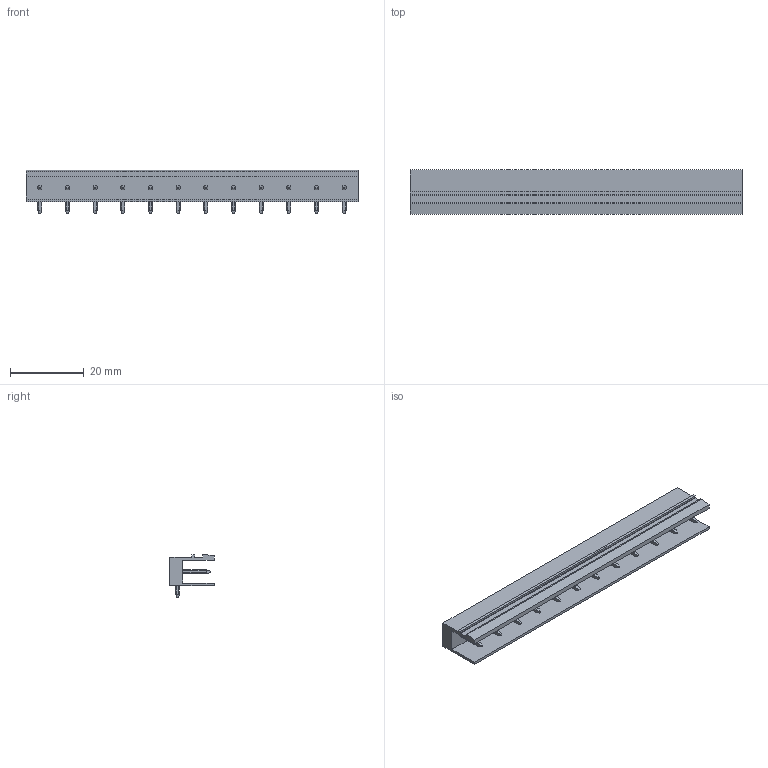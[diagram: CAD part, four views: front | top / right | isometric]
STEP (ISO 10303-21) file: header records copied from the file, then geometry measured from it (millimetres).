
FILE_DESCRIPTION(('CATIA V5 STEP Exchange','CAx-IF Rec.Pracs.--- Model Styling and Organization---1.2---2011-12-15'),'2;1');
FILE_NAME ('D1453809_0_1628460000_1628460000.stp','2018-10-25T11:25:33+00:00',('none'),('Weidmueller'),'CATIA Version 5-6 Release 2014','CATIA V5 STEP AP214','none');
FILE_SCHEMA(('AUTOMOTIVE_DESIGN { 1 0 10303 214 1 1 1 1 }'));
Length unit declared in the file: millimetre
Products named in the file (1): 1628460000
Bounding box: 90 x 12 x 11.7 mm (x, y, z)
Volume: 3971.8 mm3; surface area: 6270.4 mm2
Topology: 13 solids, 13 shells, 475 faces, 1251 edges, 802 vertices
Faces by surface type: plane 281, cylinder 194
Entity records: 13219 total; most frequent: CARTESIAN_POINT 3238, ORIENTED_EDGE 2502, DIRECTION 1315, EDGE_CURVE 1251, VERTEX_POINT 802, VECTOR 767, LINE 767, EDGE_LOOP 499
